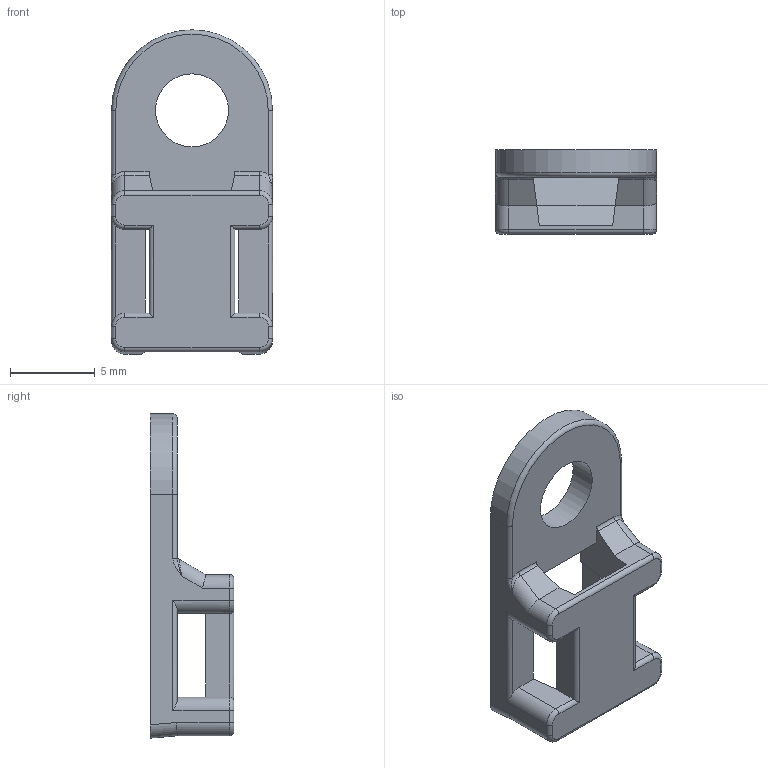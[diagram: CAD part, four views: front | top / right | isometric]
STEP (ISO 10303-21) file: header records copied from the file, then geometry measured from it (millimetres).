
FILE_DESCRIPTION(/* description */ (''),/* implementation_level */ '2;1');
FILE_NAME(/* name */ 'PANDUIT_SGTA1S8.stp',/* time_stamp */ '2014-04-24T09:57:08-05:00',/* author */ (''),/* organization */ (''),/* preprocessor_version */ 'ST-DEVELOPER v11',/* originating_system */ 'SIEMENS PLM Software NX 7.5',/* authorisation */ '');
FILE_SCHEMA (('CONFIG_CONTROL_DESIGN'));
Length unit declared in the file: inch
Products named in the file (1): bwgFED2jh5n
Bounding box: 9.53 x 4.95 x 19.18 mm (x, y, z)
Volume: 320.1 mm3; surface area: 568.5 mm2
Topology: 1 solids, 1 shells, 72 faces, 192 edges, 114 vertices
Faces by surface type: cylinder 32, plane 27, torus 9, bspline 4
Full cylindrical faces by diameter (mm): 4.318 x1
Entity records: 2400 total; most frequent: CARTESIAN_POINT 517, DIRECTION 382, ORIENTED_EDGE 378, EDGE_CURVE 189, AXIS2_PLACEMENT_3D 133, LINE 116, VECTOR 116, VERTEX_POINT 114
